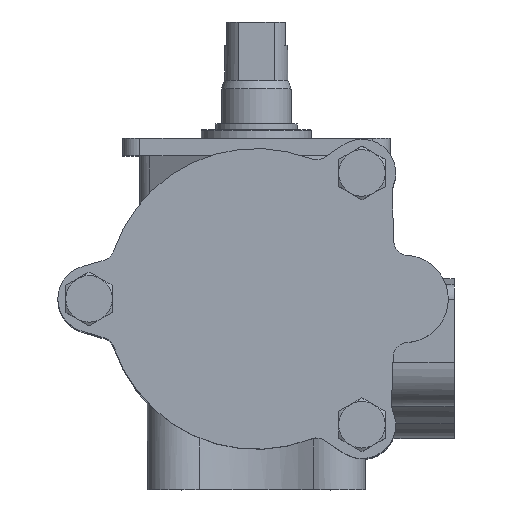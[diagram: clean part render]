
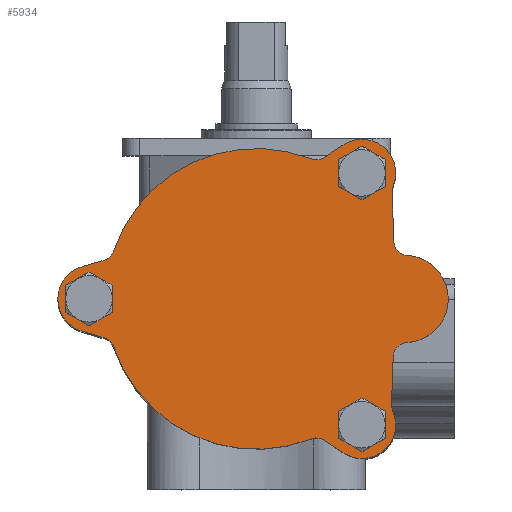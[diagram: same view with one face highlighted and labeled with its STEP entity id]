
A CAD part, top view. The second image highlights one B-rep face of the part: STEP entity #5934.
In plain terms, the highlighted face is planar.
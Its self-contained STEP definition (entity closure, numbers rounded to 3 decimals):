
#297=PLANE('',#6466);
#579=LINE('',#9768,#994);
#580=LINE('',#9772,#995);
#581=LINE('',#9780,#996);
#582=LINE('',#9786,#997);
#583=LINE('',#9794,#998);
#584=LINE('',#9800,#999);
#994=VECTOR('',#7497,1000.);
#995=VECTOR('',#7500,1000.);
#996=VECTOR('',#7507,1000.);
#997=VECTOR('',#7512,1000.);
#998=VECTOR('',#7519,1000.);
#999=VECTOR('',#7524,1000.);
#1670=ORIENTED_EDGE('',*,*,#3342,.T.);
#1671=ORIENTED_EDGE('',*,*,#3343,.F.);
#1672=ORIENTED_EDGE('',*,*,#3344,.T.);
#1673=ORIENTED_EDGE('',*,*,#3345,.F.);
#1674=ORIENTED_EDGE('',*,*,#3346,.F.);
#1675=ORIENTED_EDGE('',*,*,#3347,.F.);
#1676=ORIENTED_EDGE('',*,*,#3348,.T.);
#1677=ORIENTED_EDGE('',*,*,#3349,.F.);
#1678=ORIENTED_EDGE('',*,*,#3350,.T.);
#1679=ORIENTED_EDGE('',*,*,#3351,.F.);
#1680=ORIENTED_EDGE('',*,*,#3352,.F.);
#1681=ORIENTED_EDGE('',*,*,#3353,.T.);
#1682=ORIENTED_EDGE('',*,*,#3354,.F.);
#1683=ORIENTED_EDGE('',*,*,#3355,.T.);
#1684=ORIENTED_EDGE('',*,*,#3356,.F.);
#1685=ORIENTED_EDGE('',*,*,#3357,.T.);
#1686=ORIENTED_EDGE('',*,*,#3358,.F.);
#1687=ORIENTED_EDGE('',*,*,#3359,.T.);
#1688=ORIENTED_EDGE('',*,*,#3360,.F.);
#1689=ORIENTED_EDGE('',*,*,#3361,.F.);
#1690=ORIENTED_EDGE('',*,*,#3362,.F.);
#1691=ORIENTED_EDGE('',*,*,#3363,.F.);
#1692=ORIENTED_EDGE('',*,*,#3364,.F.);
#3342=EDGE_CURVE('',#4151,#4152,#4593,.T.);
#3343=EDGE_CURVE('',#4153,#4152,#4594,.T.);
#3344=EDGE_CURVE('',#4153,#4154,#4595,.T.);
#3345=EDGE_CURVE('',#4155,#4154,#579,.T.);
#3346=EDGE_CURVE('',#4156,#4155,#4596,.T.);
#3347=EDGE_CURVE('',#4157,#4156,#580,.T.);
#3348=EDGE_CURVE('',#4157,#4158,#4597,.T.);
#3349=EDGE_CURVE('',#4159,#4158,#4598,.T.);
#3350=EDGE_CURVE('',#4159,#4160,#4599,.T.);
#3351=EDGE_CURVE('',#4161,#4160,#581,.T.);
#3352=EDGE_CURVE('',#4162,#4161,#4600,.T.);
#3353=EDGE_CURVE('',#4162,#4163,#4601,.T.);
#3354=EDGE_CURVE('',#4164,#4163,#582,.T.);
#3355=EDGE_CURVE('',#4164,#4165,#4602,.T.);
#3356=EDGE_CURVE('',#4166,#4165,#4603,.T.);
#3357=EDGE_CURVE('',#4166,#4167,#4604,.T.);
#3358=EDGE_CURVE('',#4168,#4167,#583,.T.);
#3359=EDGE_CURVE('',#4168,#4169,#4605,.T.);
#3360=EDGE_CURVE('',#4170,#4169,#4606,.T.);
#3361=EDGE_CURVE('',#4151,#4170,#584,.T.);
#3362=EDGE_CURVE('',#4171,#4171,#4607,.F.);
#3363=EDGE_CURVE('',#4172,#4172,#4608,.F.);
#3364=EDGE_CURVE('',#4173,#4173,#4609,.F.);
#4151=VERTEX_POINT('',#9762);
#4152=VERTEX_POINT('',#9763);
#4153=VERTEX_POINT('',#9765);
#4154=VERTEX_POINT('',#9767);
#4155=VERTEX_POINT('',#9769);
#4156=VERTEX_POINT('',#9771);
#4157=VERTEX_POINT('',#9773);
#4158=VERTEX_POINT('',#9775);
#4159=VERTEX_POINT('',#9777);
#4160=VERTEX_POINT('',#9779);
#4161=VERTEX_POINT('',#9781);
#4162=VERTEX_POINT('',#9783);
#4163=VERTEX_POINT('',#9785);
#4164=VERTEX_POINT('',#9787);
#4165=VERTEX_POINT('',#9789);
#4166=VERTEX_POINT('',#9791);
#4167=VERTEX_POINT('',#9793);
#4168=VERTEX_POINT('',#9795);
#4169=VERTEX_POINT('',#9797);
#4170=VERTEX_POINT('',#9799);
#4171=VERTEX_POINT('',#9802);
#4172=VERTEX_POINT('',#9804);
#4173=VERTEX_POINT('',#9806);
#4593=CIRCLE('',#6467,2.5);
#4594=CIRCLE('',#6468,25.85);
#4595=CIRCLE('',#6469,2.5);
#4596=CIRCLE('',#6470,5.8);
#4597=CIRCLE('',#6471,2.5);
#4598=CIRCLE('',#6472,25.85);
#4599=CIRCLE('',#6473,2.5);
#4600=CIRCLE('',#6474,5.8);
#4601=CIRCLE('',#6475,2.5);
#4602=CIRCLE('',#6476,2.5);
#4603=CIRCLE('',#6477,7.5);
#4604=CIRCLE('',#6478,2.5);
#4605=CIRCLE('',#6479,2.5);
#4606=CIRCLE('',#6480,5.8);
#4607=CIRCLE('',#6481,4.);
#4608=CIRCLE('',#6482,4.);
#4609=CIRCLE('',#6483,4.);
#4863=EDGE_LOOP('',(#1670,#1671,#1672,#1673,#1674,#1675,#1676,#1677,#1678,
#1679,#1680,#1681,#1682,#1683,#1684,#1685,#1686,#1687,#1688,#1689));
#4864=EDGE_LOOP('',(#1690));
#4865=EDGE_LOOP('',(#1691));
#4866=EDGE_LOOP('',(#1692));
#5340=FACE_BOUND('',#4863,.T.);
#5341=FACE_BOUND('',#4864,.T.);
#5342=FACE_BOUND('',#4865,.T.);
#5343=FACE_BOUND('',#4866,.T.);
#5934=ADVANCED_FACE('',(#5340,#5341,#5342,#5343),#297,.F.);
#6466=AXIS2_PLACEMENT_3D('',#9760,#7489,#7490);
#6467=AXIS2_PLACEMENT_3D('',#9761,#7491,#7492);
#6468=AXIS2_PLACEMENT_3D('',#9764,#7493,#7494);
#6469=AXIS2_PLACEMENT_3D('',#9766,#7495,#7496);
#6470=AXIS2_PLACEMENT_3D('',#9770,#7498,#7499);
#6471=AXIS2_PLACEMENT_3D('',#9774,#7501,#7502);
#6472=AXIS2_PLACEMENT_3D('',#9776,#7503,#7504);
#6473=AXIS2_PLACEMENT_3D('',#9778,#7505,#7506);
#6474=AXIS2_PLACEMENT_3D('',#9782,#7508,#7509);
#6475=AXIS2_PLACEMENT_3D('',#9784,#7510,#7511);
#6476=AXIS2_PLACEMENT_3D('',#9788,#7513,#7514);
#6477=AXIS2_PLACEMENT_3D('',#9790,#7515,#7516);
#6478=AXIS2_PLACEMENT_3D('',#9792,#7517,#7518);
#6479=AXIS2_PLACEMENT_3D('',#9796,#7520,#7521);
#6480=AXIS2_PLACEMENT_3D('',#9798,#7522,#7523);
#6481=AXIS2_PLACEMENT_3D('',#9801,#7525,#7526);
#6482=AXIS2_PLACEMENT_3D('',#9803,#7527,#7528);
#6483=AXIS2_PLACEMENT_3D('',#9805,#7529,#7530);
#7489=DIRECTION('',(1.,0.,0.));
#7490=DIRECTION('',(0.,0.,-1.));
#7491=DIRECTION('',(1.,0.,0.));
#7492=DIRECTION('',(0.,0.,-1.));
#7493=DIRECTION('',(1.,0.,0.));
#7494=DIRECTION('',(0.,0.,-1.));
#7495=DIRECTION('',(1.,0.,0.));
#7496=DIRECTION('',(0.,0.,-1.));
#7497=DIRECTION('',(0.,0.28,0.96));
#7498=DIRECTION('',(1.,0.,0.));
#7499=DIRECTION('',(0.,0.,-1.));
#7500=DIRECTION('',(0.,0.28,-0.96));
#7501=DIRECTION('',(1.,0.,0.));
#7502=DIRECTION('',(0.,0.,-1.));
#7503=DIRECTION('',(1.,0.,0.));
#7504=DIRECTION('',(0.,0.,-1.));
#7505=DIRECTION('',(1.,0.,0.));
#7506=DIRECTION('',(0.,0.,-1.));
#7507=DIRECTION('',(0.,0.553,-0.833));
#7508=DIRECTION('',(1.,0.,0.));
#7509=DIRECTION('',(0.,0.,-1.));
#7510=DIRECTION('',(1.,0.,0.));
#7511=DIRECTION('',(0.,0.,-1.));
#7512=DIRECTION('',(0.,-0.999,-0.035));
#7513=DIRECTION('',(1.,0.,0.));
#7514=DIRECTION('',(0.,0.,-1.));
#7515=DIRECTION('',(1.,0.,0.));
#7516=DIRECTION('',(0.,0.,-1.));
#7517=DIRECTION('',(1.,0.,0.));
#7518=DIRECTION('',(0.,0.,-1.));
#7519=DIRECTION('',(0.,-0.999,0.035));
#7520=DIRECTION('',(1.,0.,0.));
#7521=DIRECTION('',(0.,0.,-1.));
#7522=DIRECTION('',(1.,0.,0.));
#7523=DIRECTION('',(0.,0.,-1.));
#7524=DIRECTION('',(0.,0.553,0.833));
#7525=DIRECTION('',(1.,0.,0.));
#7526=DIRECTION('',(0.,0.,-1.));
#7527=DIRECTION('',(1.,0.,0.));
#7528=DIRECTION('',(0.,0.,-1.));
#7529=DIRECTION('',(1.,0.,0.));
#7530=DIRECTION('',(0.,0.,-1.));
#9760=CARTESIAN_POINT('',(-63.8,0.,0.));
#9761=CARTESIAN_POINT('',(-63.8,26.398,10.338));
#9762=CARTESIAN_POINT('',(-63.8,24.315,11.72));
#9763=CARTESIAN_POINT('',(-63.8,24.07,9.426));
#9764=CARTESIAN_POINT('',(-63.8,0.,0.));
#9765=CARTESIAN_POINT('',(-63.8,8.255,-24.497));
#9766=CARTESIAN_POINT('',(-63.8,9.053,-26.866));
#9767=CARTESIAN_POINT('',(-63.8,6.653,-26.165));
#9768=CARTESIAN_POINT('',(-63.8,5.661,-29.562));
#9769=CARTESIAN_POINT('',(-63.8,5.661,-29.562));
#9770=CARTESIAN_POINT('',(-63.8,0.,-28.3));
#9771=CARTESIAN_POINT('',(-63.8,-5.661,-29.562));
#9772=CARTESIAN_POINT('',(-63.8,-6.653,-26.165));
#9773=CARTESIAN_POINT('',(-63.8,-6.653,-26.165));
#9774=CARTESIAN_POINT('',(-63.8,-9.053,-26.866));
#9775=CARTESIAN_POINT('',(-63.8,-8.255,-24.497));
#9776=CARTESIAN_POINT('',(-63.8,0.,0.));
#9777=CARTESIAN_POINT('',(-63.8,-24.07,9.426));
#9778=CARTESIAN_POINT('',(-63.8,-26.398,10.338));
#9779=CARTESIAN_POINT('',(-63.8,-24.315,11.72));
#9780=CARTESIAN_POINT('',(-63.8,-26.661,15.257));
#9781=CARTESIAN_POINT('',(-63.8,-26.661,15.257));
#9782=CARTESIAN_POINT('',(-63.8,-21.64,18.16));
#9783=CARTESIAN_POINT('',(-63.8,-19.273,23.455));
#9784=CARTESIAN_POINT('',(-63.8,-18.253,25.738));
#9785=CARTESIAN_POINT('',(-63.8,-18.166,23.239));
#9786=CARTESIAN_POINT('',(-63.8,-9.899,23.528));
#9787=CARTESIAN_POINT('',(-63.8,-9.899,23.528));
#9788=CARTESIAN_POINT('',(-63.8,-9.986,26.026));
#9789=CARTESIAN_POINT('',(-63.8,-7.49,25.895));
#9790=CARTESIAN_POINT('',(-63.8,0.,25.5));
#9791=CARTESIAN_POINT('',(-63.8,7.485,25.98));
#9792=CARTESIAN_POINT('',(-63.8,9.98,26.14));
#9793=CARTESIAN_POINT('',(-63.8,9.892,23.641));
#9794=CARTESIAN_POINT('',(-63.8,18.411,23.344));
#9795=CARTESIAN_POINT('',(-63.8,18.411,23.344));
#9796=CARTESIAN_POINT('',(-63.8,18.498,25.842));
#9797=CARTESIAN_POINT('',(-63.8,19.444,23.528));
#9798=CARTESIAN_POINT('',(-63.8,21.64,18.16));
#9799=CARTESIAN_POINT('',(-63.8,26.661,15.257));
#9800=CARTESIAN_POINT('',(-63.8,24.315,11.72));
#9801=CARTESIAN_POINT('',(-63.8,-21.64,18.16));
#9802=CARTESIAN_POINT('',(-63.8,-21.64,14.16));
#9803=CARTESIAN_POINT('',(-63.8,0.,-28.75));
#9804=CARTESIAN_POINT('',(-63.8,0.,-32.75));
#9805=CARTESIAN_POINT('',(-63.8,21.64,18.16));
#9806=CARTESIAN_POINT('',(-63.8,21.64,14.16));
